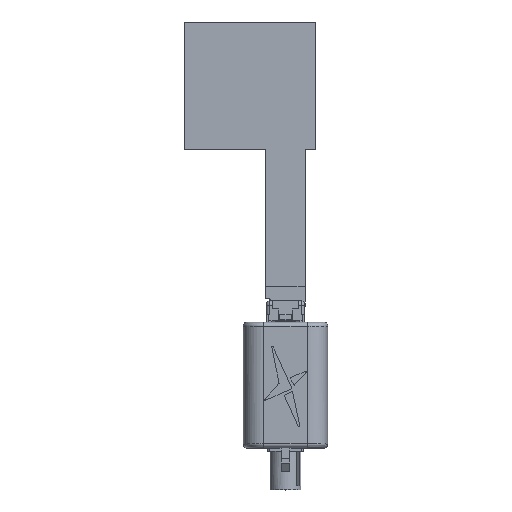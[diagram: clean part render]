
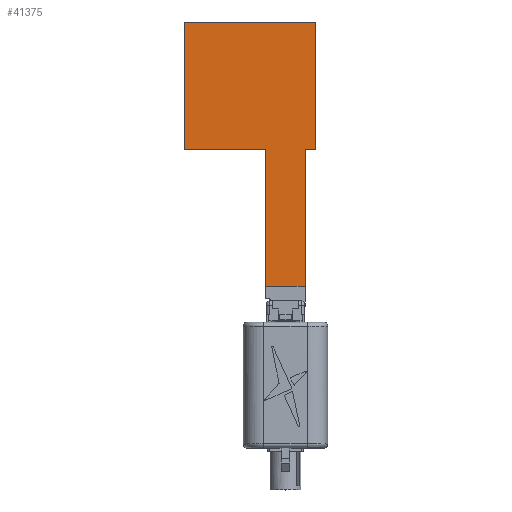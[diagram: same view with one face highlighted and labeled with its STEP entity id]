
A CAD part, top view. The second image highlights one B-rep face of the part: STEP entity #41375.
In plain terms, the highlighted planar face has unit normal (0, 0, 1).
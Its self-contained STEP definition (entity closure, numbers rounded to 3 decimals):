
#175 = ORIENTED_EDGE ( 'NONE', *, *, #41626, .F. ) ;
#1521 = EDGE_CURVE ( 'NONE', #44656, #40508, #13118, .T. ) ;
#2138 = VERTEX_POINT ( 'NONE', #29672 ) ;
#3188 = CARTESIAN_POINT ( 'NONE',  ( 20.362, 0., 0.18 ) ) ;
#3389 = PLANE ( 'NONE',  #40694 ) ;
#3861 = LINE ( 'NONE', #29140, #54801 ) ;
#4154 = EDGE_CURVE ( 'NONE', #40508, #41827, #35886, .T. ) ;
#5624 = CARTESIAN_POINT ( 'NONE',  ( -9.018, 47.697, 0.18 ) ) ;
#8101 = ORIENTED_EDGE ( 'NONE', *, *, #24928, .F. ) ;
#11530 = VECTOR ( 'NONE', #51281, 1000. ) ;
#11616 = VECTOR ( 'NONE', #15895, 1000. ) ;
#12173 = EDGE_LOOP ( 'NONE', ( #175, #41164, #27145, #8101, #28195, #33845, #19643, #37013 ) ) ;
#13118 = LINE ( 'NONE', #30348, #53111 ) ;
#14964 = CARTESIAN_POINT ( 'NONE',  ( 0., 0., 0.18 ) ) ;
#15056 = VERTEX_POINT ( 'NONE', #54317 ) ;
#15895 = DIRECTION ( 'NONE',  ( 0., 1., 0. ) ) ;
#16671 = LINE ( 'NONE', #40593, #39644 ) ;
#17800 = LINE ( 'NONE', #3188, #27121 ) ;
#18052 = EDGE_CURVE ( 'NONE', #15056, #22470, #3861, .T. ) ;
#18279 = CARTESIAN_POINT ( 'NONE',  ( 22.982, 0., 0.18 ) ) ;
#18944 = DIRECTION ( 'NONE',  ( 1., 0., 0. ) ) ;
#18964 = DIRECTION ( 'NONE',  ( 0., 1., 0. ) ) ;
#19502 = VERTEX_POINT ( 'NONE', #39375 ) ;
#19643 = ORIENTED_EDGE ( 'NONE', *, *, #4154, .F. ) ;
#19916 = CARTESIAN_POINT ( 'NONE',  ( 10.762, 14.357, 0.18 ) ) ;
#20639 = DIRECTION ( 'NONE',  ( 0., 0., 1. ) ) ;
#21426 = VECTOR ( 'NONE', #35670, 1000. ) ;
#22470 = VERTEX_POINT ( 'NONE', #35016 ) ;
#24734 = DIRECTION ( 'NONE',  ( 0., 1., 0. ) ) ;
#24928 = EDGE_CURVE ( 'NONE', #19502, #15056, #36210, .T. ) ;
#25463 = VECTOR ( 'NONE', #41301, 1000. ) ;
#26740 = CARTESIAN_POINT ( 'NONE',  ( 20.362, 14.357, 0.18 ) ) ;
#27121 = VECTOR ( 'NONE', #24734, 1000. ) ;
#27145 = ORIENTED_EDGE ( 'NONE', *, *, #18052, .F. ) ;
#28195 = ORIENTED_EDGE ( 'NONE', *, *, #31336, .F. ) ;
#28673 = EDGE_CURVE ( 'NONE', #41827, #2138, #34598, .T. ) ;
#29140 = CARTESIAN_POINT ( 'NONE',  ( 0., 47.697, 0.18 ) ) ;
#29672 = CARTESIAN_POINT ( 'NONE',  ( -9.018, 78.697, 0.18 ) ) ;
#30348 = CARTESIAN_POINT ( 'NONE',  ( 10.762, 0., 0.18 ) ) ;
#31336 = EDGE_CURVE ( 'NONE', #2138, #19502, #16671, .T. ) ;
#31569 = DIRECTION ( 'NONE',  ( 1., 0., 0. ) ) ;
#31811 = CARTESIAN_POINT ( 'NONE',  ( -9.018, 0., 0.18 ) ) ;
#33845 = ORIENTED_EDGE ( 'NONE', *, *, #28673, .F. ) ;
#34483 = EDGE_CURVE ( 'NONE', #55872, #22470, #17800, .T. ) ;
#34598 = LINE ( 'NONE', #31811, #11616 ) ;
#34812 = LINE ( 'NONE', #26740, #25463 ) ;
#35016 = CARTESIAN_POINT ( 'NONE',  ( 20.362, 47.697, 0.18 ) ) ;
#35670 = DIRECTION ( 'NONE',  ( -1., 0., 0. ) ) ;
#35886 = LINE ( 'NONE', #67572, #21426 ) ;
#36210 = LINE ( 'NONE', #18279, #11530 ) ;
#37013 = ORIENTED_EDGE ( 'NONE', *, *, #1521, .F. ) ;
#37841 = CARTESIAN_POINT ( 'NONE',  ( 10.762, 47.697, 0.18 ) ) ;
#39375 = CARTESIAN_POINT ( 'NONE',  ( 22.982, 78.697, 0.18 ) ) ;
#39644 = VECTOR ( 'NONE', #18944, 1000. ) ;
#40508 = VERTEX_POINT ( 'NONE', #37841 ) ;
#40593 = CARTESIAN_POINT ( 'NONE',  ( 0., 78.697, 0.18 ) ) ;
#40694 = AXIS2_PLACEMENT_3D ( 'NONE', #14964, #20639, #31569 ) ;
#41164 = ORIENTED_EDGE ( 'NONE', *, *, #34483, .T. ) ;
#41301 = DIRECTION ( 'NONE',  ( -1., 0., 0. ) ) ;
#41375 = ADVANCED_FACE ( 'NONE', ( #55363 ), #3389, .T. ) ;
#41626 = EDGE_CURVE ( 'NONE', #55872, #44656, #34812, .T. ) ;
#41827 = VERTEX_POINT ( 'NONE', #5624 ) ;
#44656 = VERTEX_POINT ( 'NONE', #19916 ) ;
#51259 = DIRECTION ( 'NONE',  ( -1., 0., 0. ) ) ;
#51281 = DIRECTION ( 'NONE',  ( 0., -1., 0. ) ) ;
#53111 = VECTOR ( 'NONE', #18964, 1000. ) ;
#54317 = CARTESIAN_POINT ( 'NONE',  ( 22.982, 47.697, 0.18 ) ) ;
#54801 = VECTOR ( 'NONE', #51259, 1000. ) ;
#55363 = FACE_OUTER_BOUND ( 'NONE', #12173, .T. ) ;
#55872 = VERTEX_POINT ( 'NONE', #56110 ) ;
#56110 = CARTESIAN_POINT ( 'NONE',  ( 20.362, 14.357, 0.18 ) ) ;
#67572 = CARTESIAN_POINT ( 'NONE',  ( 0., 47.697, 0.18 ) ) ;
